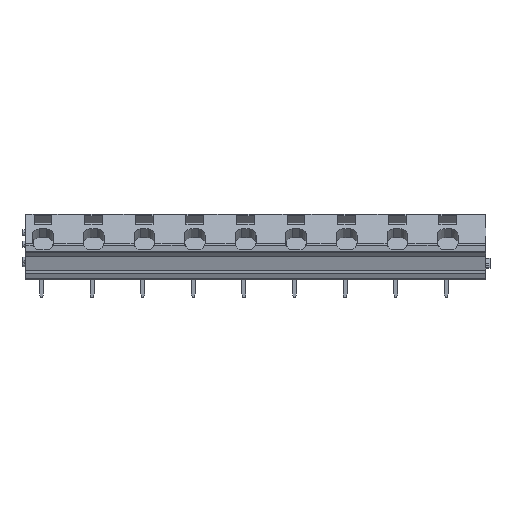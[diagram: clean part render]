
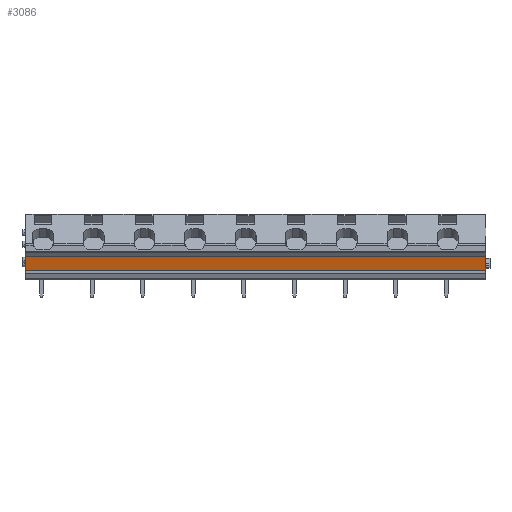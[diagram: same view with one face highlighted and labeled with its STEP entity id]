
A CAD part, front view. The second image highlights one B-rep face of the part: STEP entity #3086.
In plain terms, the highlighted planar face has unit normal (0, -0.966, -0.259).
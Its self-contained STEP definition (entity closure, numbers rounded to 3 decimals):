
#3059=AXIS2_PLACEMENT_3D('Plane Axis2P3D',#3056,#3057,#3058) ;
#3034=CARTESIAN_POINT('Vertex',(91.7,1.37,5.45)) ;
#3037=CARTESIAN_POINT('Line Origine',(46.2,1.37,5.45)) ;
#3041=CARTESIAN_POINT('Vertex',(0.7,1.37,5.45)) ;
#3056=CARTESIAN_POINT('Axis2P3D Location',(0.,0.634,8.2)) ;
#3061=CARTESIAN_POINT('Line Origine',(91.7,1.002,6.825)) ;
#3065=CARTESIAN_POINT('Vertex',(91.7,0.634,8.2)) ;
#3068=CARTESIAN_POINT('Line Origine',(46.2,0.634,8.2)) ;
#3072=CARTESIAN_POINT('Vertex',(0.7,0.634,8.2)) ;
#3075=CARTESIAN_POINT('Line Origine',(0.7,1.002,6.825)) ;
#3038=DIRECTION('Vector Direction',(1.,0.,0.)) ;
#3057=DIRECTION('Axis2P3D Direction',(0.,-0.966,-0.259)) ;
#3058=DIRECTION('Axis2P3D XDirection',(0.,0.259,-0.966)) ;
#3062=DIRECTION('Vector Direction',(0.,0.259,-0.966)) ;
#3069=DIRECTION('Vector Direction',(1.,0.,0.)) ;
#3076=DIRECTION('Vector Direction',(0.,0.259,-0.966)) ;
#3039=VECTOR('Line Direction',#3038,1.) ;
#3063=VECTOR('Line Direction',#3062,1.) ;
#3070=VECTOR('Line Direction',#3069,1.) ;
#3077=VECTOR('Line Direction',#3076,1.) ;
#3081=ORIENTED_EDGE('',*,*,#3067,.F.) ;
#3082=ORIENTED_EDGE('',*,*,#3074,.F.) ;
#3083=ORIENTED_EDGE('',*,*,#3079,.F.) ;
#3084=ORIENTED_EDGE('',*,*,#3043,.T.) ;
#3086=ADVANCED_FACE('HOUSING',(#3085),#3060,.T.) ;
#3043=EDGE_CURVE('',#3042,#3035,#3040,.T.) ;
#3067=EDGE_CURVE('',#3066,#3035,#3064,.T.) ;
#3074=EDGE_CURVE('',#3073,#3066,#3071,.T.) ;
#3079=EDGE_CURVE('',#3042,#3073,#3078,.F.) ;
#3080=EDGE_LOOP('',(#3081,#3082,#3083,#3084)) ;
#3085=FACE_OUTER_BOUND('',#3080,.T.) ;
#3040=LINE('Line',#3037,#3039) ;
#3064=LINE('Line',#3061,#3063) ;
#3071=LINE('Line',#3068,#3070) ;
#3078=LINE('Line',#3075,#3077) ;
#3060=PLANE('',#3059) ;
#3035=VERTEX_POINT('',#3034) ;
#3042=VERTEX_POINT('',#3041) ;
#3066=VERTEX_POINT('',#3065) ;
#3073=VERTEX_POINT('',#3072) ;
